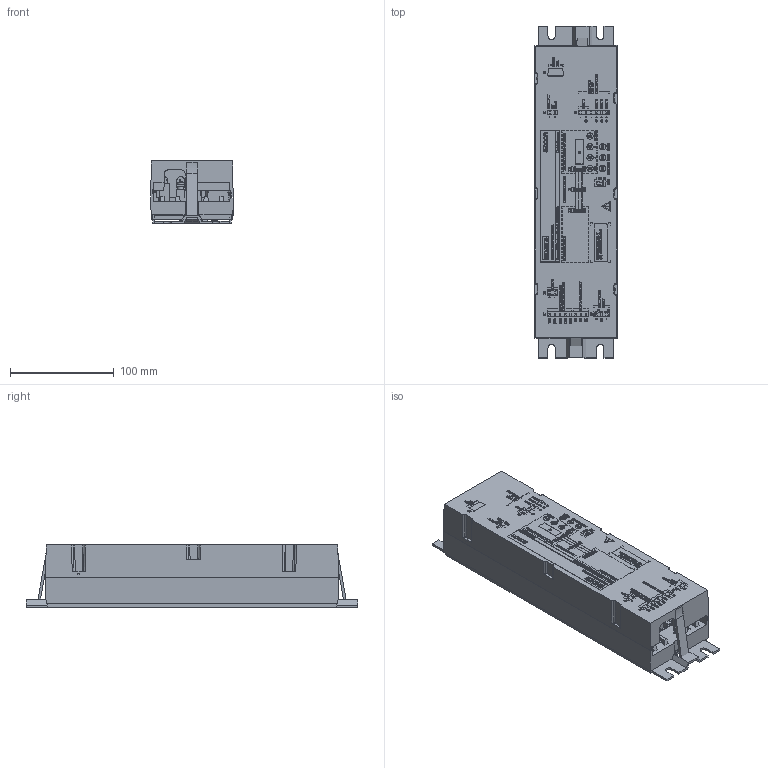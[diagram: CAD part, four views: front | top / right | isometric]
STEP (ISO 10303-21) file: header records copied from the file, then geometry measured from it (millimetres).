
FILE_DESCRIPTION(/* description */ (''),/* implementation_level */ '2;1');
FILE_NAME(/* name */ 'N_6FB1121-0BM13-3AT2_3d.stp',/* time_stamp */ '2018-10-01T10:00:45+02:00',/* author */ ('Naepfel'),/* organization */ ('Siemens AG'),/* preprocessor_version */ 'ST-DEVELOPER v16',/* originating_system */ 'SIEMENS PLM Software NX 10.0',/* authorisation */ '');
FILE_SCHEMA (('AUTOMOTIVE_DESIGN { 1 0 10303 214 3 1 1 1 }'));
Products named in the file (11): A5E45890628A_001; A5E44862423A_001; A5E44862252A_001; A5E44862136A_001; A5E45639148A_001; A5E45639145A_001; A5E42521283A_002; A5E42445424A_002; A5E42427157A_002; A5E45892539A_001; A5E45639113A_001
Assembly tree (10 placements, depth 2):
  A5E45639113A_001
    A5E45892539A_001
    A5E42427157A_002
    A5E42445424A_002
    A5E42521283A_002
    A5E45639145A_001
    A5E45639148A_001
    A5E44862136A_001
    A5E44862252A_001
    A5E44862423A_001
    A5E45890628A_001
Bounding box: 79.56 x 320 x 60.1 mm (x, y, z)
Volume: 367200.2 mm3; surface area: 346834.7 mm2
Topology: 9 solids, 751 shells, 4556 faces, 18781 edges, 15389 vertices
Faces by surface type: plane 3765, extrusion 506, cylinder 253, cone 19, bspline 12, sphere 1
Full cylindrical faces by diameter (mm): 0.7 x2, 1 x2, 1.06 x9, 1.55 x4, 2.26 x2, 2.55 x4, 3 x11, 3.5 x1, 3.783 x2, 3.8 x2, 4 x2, 4.5 x2, 5.6 x1, 6 x8, 6.1 x1, 9 x1, 21 x1, 23 x2
Entity records: 243657 total; most frequent: CARTESIAN_POINT 62760, ORIENTED_EDGE 28660, DIRECTION 23076, EDGE_CURVE 18626, VERTEX_POINT 15335, VECTOR 13782, LINE 13276, EDGE_LOOP 5477
